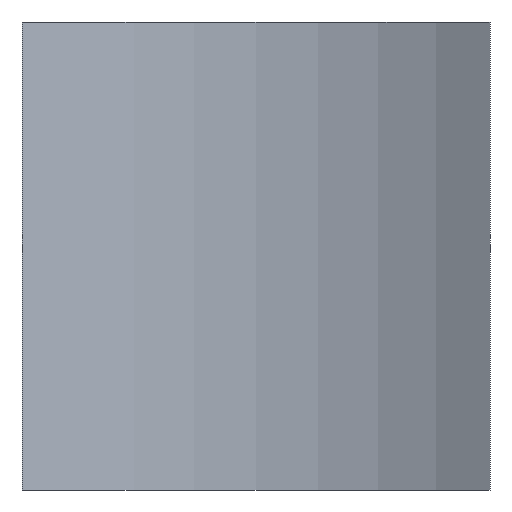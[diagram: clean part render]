
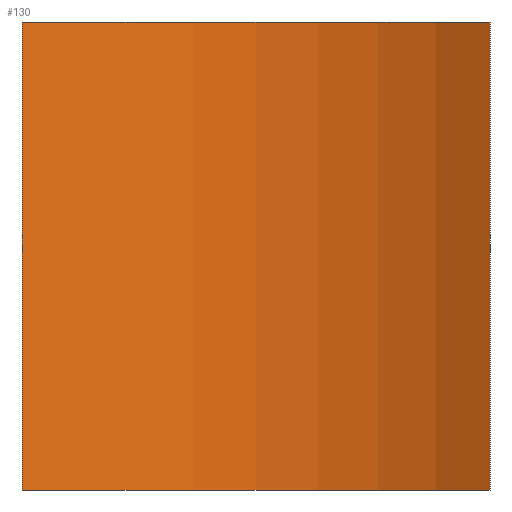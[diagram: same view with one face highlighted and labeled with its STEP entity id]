
A CAD part, left-side view. The second image highlights one B-rep face of the part: STEP entity #130.
In plain terms, the highlighted cylindrical face has radius 9.3 mm (diameter 18.6 mm), a partial arc.
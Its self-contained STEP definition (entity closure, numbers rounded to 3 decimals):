
#5 = EDGE_CURVE ( 'NONE', #237, #176, #94, .T. ) ;
#6 = FACE_OUTER_BOUND ( 'NONE', #232, .T. ) ;
#7 = EDGE_CURVE ( 'NONE', #90, #237, #205, .T. ) ;
#9 = CARTESIAN_POINT ( 'NONE',  ( -3.619, -4.928, 10. ) ) ;
#19 = CARTESIAN_POINT ( 'NONE',  ( -3.619, -4.928, 10. ) ) ;
#37 = VERTEX_POINT ( 'NONE', #201 ) ;
#38 = CARTESIAN_POINT ( 'NONE',  ( -11.46, 0.072, 10. ) ) ;
#40 = DIRECTION ( 'NONE',  ( 0., 0., -1. ) ) ;
#45 = DIRECTION ( 'NONE',  ( 0., 0., -1. ) ) ;
#54 = ORIENTED_EDGE ( 'NONE', *, *, #175, .T. ) ;
#56 = LINE ( 'NONE', #215, #93 ) ;
#61 = CARTESIAN_POINT ( 'NONE',  ( -3.619, 5.072, 10. ) ) ;
#71 = CARTESIAN_POINT ( 'NONE',  ( -3.619, -4.928, 0. ) ) ;
#76 = DIRECTION ( 'NONE',  ( 0., 0., -1. ) ) ;
#90 = VERTEX_POINT ( 'NONE', #61 ) ;
#93 = VECTOR ( 'NONE', #220, 1000. ) ;
#94 = LINE ( 'NONE', #19, #177 ) ;
#103 = EDGE_CURVE ( 'NONE', #90, #37, #56, .T. ) ;
#107 = DIRECTION ( 'NONE',  ( -1., 0., 0. ) ) ;
#130 = ADVANCED_FACE ( 'NONE', ( #6 ), #195, .F. ) ;
#139 = AXIS2_PLACEMENT_3D ( 'NONE', #38, #76, #107 ) ;
#147 = DIRECTION ( 'NONE',  ( 1., 0., 0. ) ) ;
#162 = AXIS2_PLACEMENT_3D ( 'NONE', #214, #186, #147 ) ;
#167 = CARTESIAN_POINT ( 'NONE',  ( -11.46, 0.072, 0. ) ) ;
#171 = AXIS2_PLACEMENT_3D ( 'NONE', #167, #45, #224 ) ;
#175 = EDGE_CURVE ( 'NONE', #37, #176, #226, .T. ) ;
#176 = VERTEX_POINT ( 'NONE', #71 ) ;
#177 = VECTOR ( 'NONE', #40, 1000. ) ;
#181 = ORIENTED_EDGE ( 'NONE', *, *, #7, .F. ) ;
#186 = DIRECTION ( 'NONE',  ( 0., 0., -1. ) ) ;
#195 = CYLINDRICAL_SURFACE ( 'NONE', #139, 9.3 ) ;
#201 = CARTESIAN_POINT ( 'NONE',  ( -3.619, 5.072, 0. ) ) ;
#205 = CIRCLE ( 'NONE', #162, 9.3 ) ;
#214 = CARTESIAN_POINT ( 'NONE',  ( -11.46, 0.072, 10. ) ) ;
#215 = CARTESIAN_POINT ( 'NONE',  ( -3.619, 5.072, 10. ) ) ;
#216 = ORIENTED_EDGE ( 'NONE', *, *, #103, .T. ) ;
#220 = DIRECTION ( 'NONE',  ( 0., 0., -1. ) ) ;
#222 = ORIENTED_EDGE ( 'NONE', *, *, #5, .F. ) ;
#224 = DIRECTION ( 'NONE',  ( 1., 0., 0. ) ) ;
#226 = CIRCLE ( 'NONE', #171, 9.3 ) ;
#232 = EDGE_LOOP ( 'NONE', ( #54, #222, #181, #216 ) ) ;
#237 = VERTEX_POINT ( 'NONE', #9 ) ;
